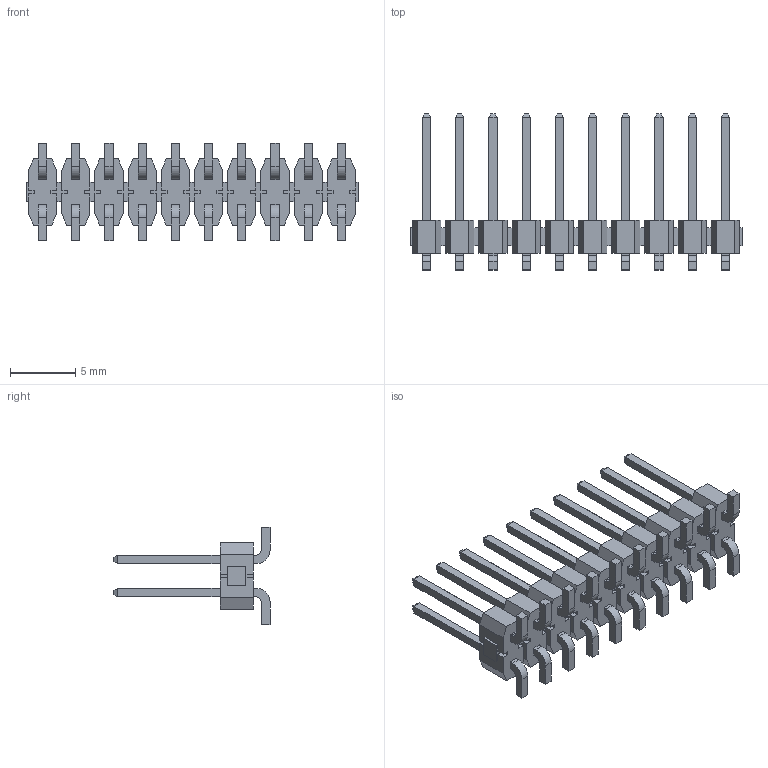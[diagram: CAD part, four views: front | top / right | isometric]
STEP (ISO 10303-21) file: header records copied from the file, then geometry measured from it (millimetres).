
FILE_DESCRIPTION (( 'STEP AP214' ), '1' );
FILE_NAME ('TSM-110-02-L-DV.STEP', '2021-02-02T09:09:56', ( '' ), ( '' ), 'SwSTEP 2.0', 'SolidWorks 2018', '' );
FILE_SCHEMA (( 'AUTOMOTIVE_DESIGN' ));
Length unit declared in the file: millimetre
Products named in the file (3): TSM-110-02-L-DV; TSM_110_02_L_DV_3; TSM_110_02_L_DV_5
Assembly tree (2 placements, depth 2):
  TSM-110-02-L-DV
    TSM_110_02_L_DV_3
    TSM_110_02_L_DV_5
Bounding box: 25.4 x 11.94 x 7.44 mm (x, y, z)
Volume: 359.3 mm3; surface area: 1418.9 mm2
Topology: 2 solids, 2 shells, 764 faces, 2200 edges, 1440 vertices
Faces by surface type: plane 724, cylinder 40
Entity records: 24674 total; most frequent: CARTESIAN_POINT 4409, ORIENTED_EDGE 4400, DIRECTION 3818, EDGE_CURVE 2200, LINE 2120, VECTOR 2120, VERTEX_POINT 1440, AXIS2_PLACEMENT_3D 849
